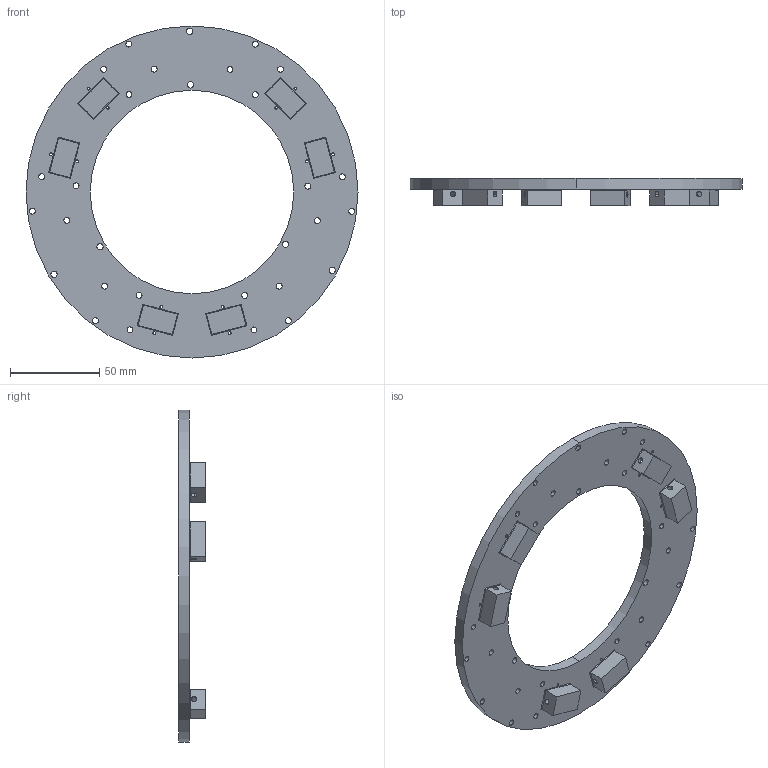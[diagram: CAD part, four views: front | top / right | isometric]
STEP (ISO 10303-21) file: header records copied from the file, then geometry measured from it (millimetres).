
FILE_DESCRIPTION (( 'STEP AP203' ), '1' );
FILE_NAME ('Six_DOF_base_top_part_Default_sldprt.STEP', '2021-10-26T20:56:52', ( '' ), ( '' ), 'SwSTEP 2.0', 'SolidWorks 2021', '' );
FILE_SCHEMA (( 'CONFIG_CONTROL_DESIGN' ));
Length unit declared in the file: millimetre
Products named in the file (1): Six_DOF_base_top_part_Default_sldprt
Bounding box: 186 x 15 x 186 mm (x, y, z)
Volume: 104504.5 mm3; surface area: 48126.2 mm2
Topology: 1 solids, 1 shells, 198 faces, 528 edges, 344 vertices
Faces by surface type: cylinder 136, plane 62
Entity records: 6521 total; most frequent: CARTESIAN_POINT 1143, DIRECTION 1126, ORIENTED_EDGE 1056, EDGE_CURVE 528, AXIS2_PLACEMENT_3D 423, VERTEX_POINT 344, EDGE_LOOP 320, LINE 280
